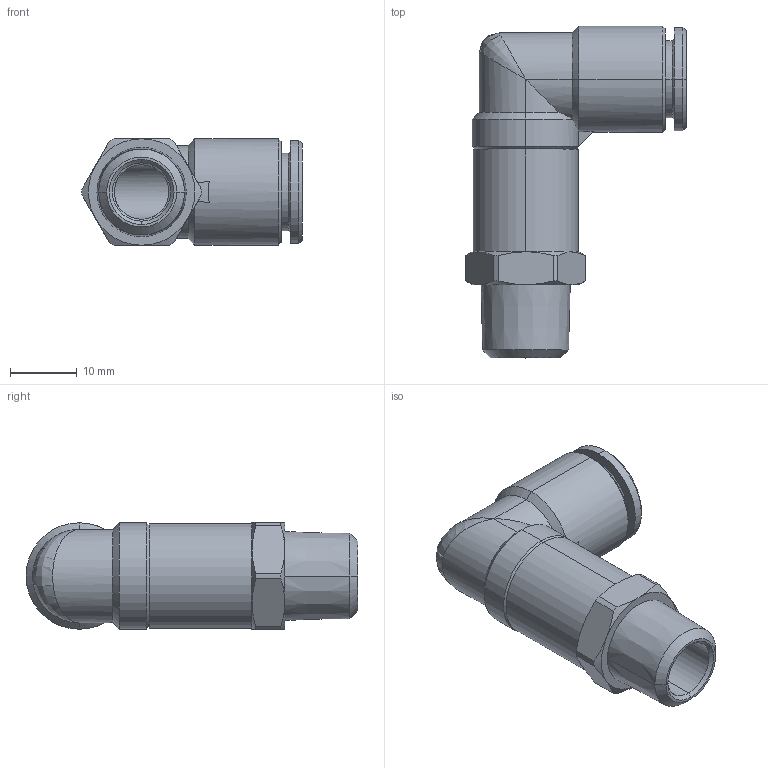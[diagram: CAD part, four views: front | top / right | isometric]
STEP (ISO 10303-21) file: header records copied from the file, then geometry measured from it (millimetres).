
FILE_DESCRIPTION (( 'STEP AP203' ), '1' );
FILE_NAME ('B0070052.STEP', '2011-03-23T08:03:22', ( '' ), ( 'sopra-pneumatic' ), 'SwSTEP 2.0', 'SolidWorks 2009', '' );
FILE_SCHEMA (( 'CONFIG_CONTROL_DESIGN' ));
Length unit declared in the file: millimetre
Products named in the file (1): B0070052
Bounding box: 33.15 x 49.9 x 16 mm (x, y, z)
Volume: 7512.5 mm3; surface area: 5479.7 mm2
Topology: 1 solids, 3 shells, 96 faces, 214 edges, 128 vertices
Faces by surface type: cylinder 39, cone 32, plane 24, bspline 1
Entity records: 3454 total; most frequent: CARTESIAN_POINT 1282, DIRECTION 454, ORIENTED_EDGE 424, EDGE_CURVE 212, AXIS2_PLACEMENT_3D 185, VERTEX_POINT 128, EDGE_LOOP 104, FACE_OUTER_BOUND 96
